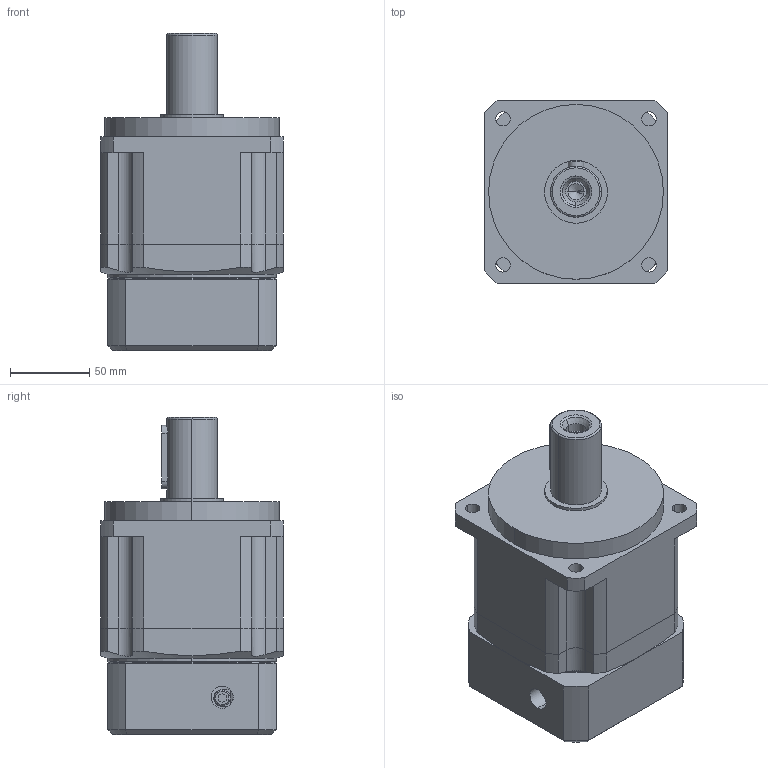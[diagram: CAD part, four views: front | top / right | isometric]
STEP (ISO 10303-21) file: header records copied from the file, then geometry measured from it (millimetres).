
FILE_DESCRIPTION (( 'STEP AP203' ), '1' );
FILE_NAME ('GPB115-L1-(19-95-115-M8).STEP', '2022-05-10T05:54:28', ( '微软用户' ), ( '微软中国' ), 'SwSTEP 2.0', 'SolidWorks 2018', '' );
FILE_SCHEMA (( 'CONFIG_CONTROL_DESIGN' ));
Length unit declared in the file: millimetre
Products named in the file (1): GPB115-L1-(19-95-115-M8)
Bounding box: 115 x 115 x 199.5 mm (x, y, z)
Volume: 1452585.9 mm3; surface area: 165509.6 mm2
Topology: 5 solids, 5 shells, 232 faces, 579 edges, 367 vertices
Faces by surface type: cylinder 105, plane 97, cone 24, torus 6
Entity records: 7501 total; most frequent: CARTESIAN_POINT 1789, DIRECTION 1221, ORIENTED_EDGE 1138, EDGE_CURVE 569, AXIS2_PLACEMENT_3D 462, VERTEX_POINT 367, VECTOR 297, LINE 297
